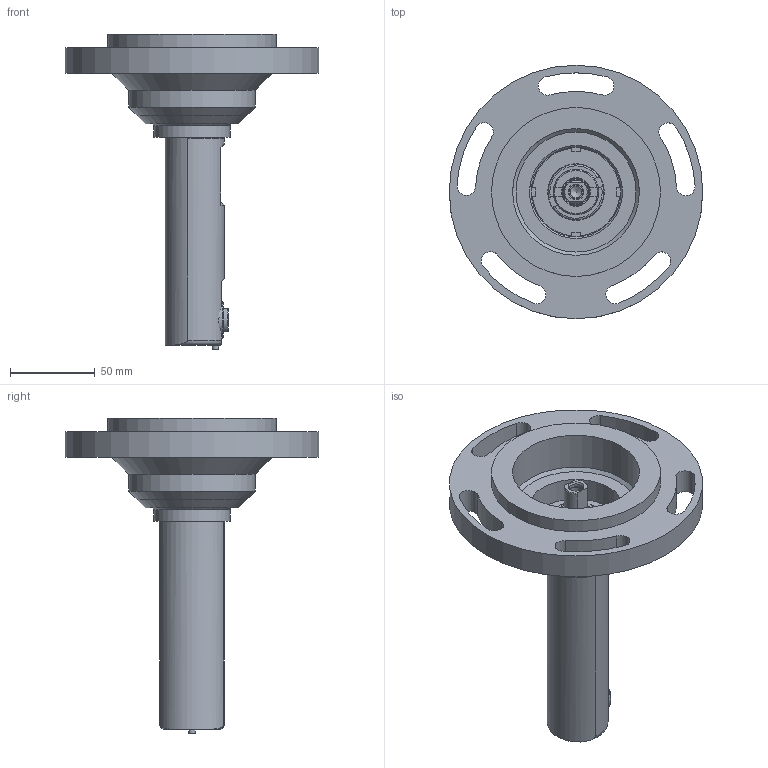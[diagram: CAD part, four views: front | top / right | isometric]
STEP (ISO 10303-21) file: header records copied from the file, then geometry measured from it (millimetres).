
FILE_DESCRIPTION(/* description */ (''),/* implementation_level */ '2;1');
FILE_NAME(/* name */ '711000 CAFN1.stp',/* time_stamp */ '2025-12-19T10:29:31+01:00',/* author */ (''),/* organization */ (''),/* preprocessor_version */ 'ST-DEVELOPER v20',/* originating_system */ 'SIEMENS PLM Software NX2406.4001',/* authorisation */ '');
FILE_SCHEMA (('AUTOMOTIVE_DESIGN { 1 0 10303 214 3 1 1 1 }'));
Length unit declared in the file: millimetre
Products named in the file (1): 711000 CAFN1
Bounding box: 150 x 150 x 186.5 mm (x, y, z)
Volume: 392179.1 mm3; surface area: 126185.7 mm2
Topology: 47 solids, 47 shells, 615 faces, 1373 edges, 893 vertices
Faces by surface type: plane 268, cylinder 192, torus 84, cone 71
Full cylindrical faces by diameter (mm): 1.56 x2, 1.7 x20, 1.75 x1, 1.8 x1, 2 x3, 3.432 x2, 3.5 x1, 3.838 x2, 6 x2, 6.5 x1, 6.985 x1, 7 x2, 7.1 x1, 7.2 x1, 8 x3, 8.2 x1, 10 x1, 10.6 x2, 11 x4, 11.188 x1, 11.5 x1, 11.794 x1, 11.9 x1, 12 x5, 12.2 x2, 12.3 x4, 14 x1, 15 x7, 15.5 x2, 16 x3
Entity records: 16733 total; most frequent: CARTESIAN_POINT 3944, DIRECTION 2694, ORIENTED_EDGE 2066, AXIS2_PLACEMENT_3D 1174, EDGE_CURVE 1033, EDGE_LOOP 969, VERTEX_POINT 811, FACE_BOUND 701
